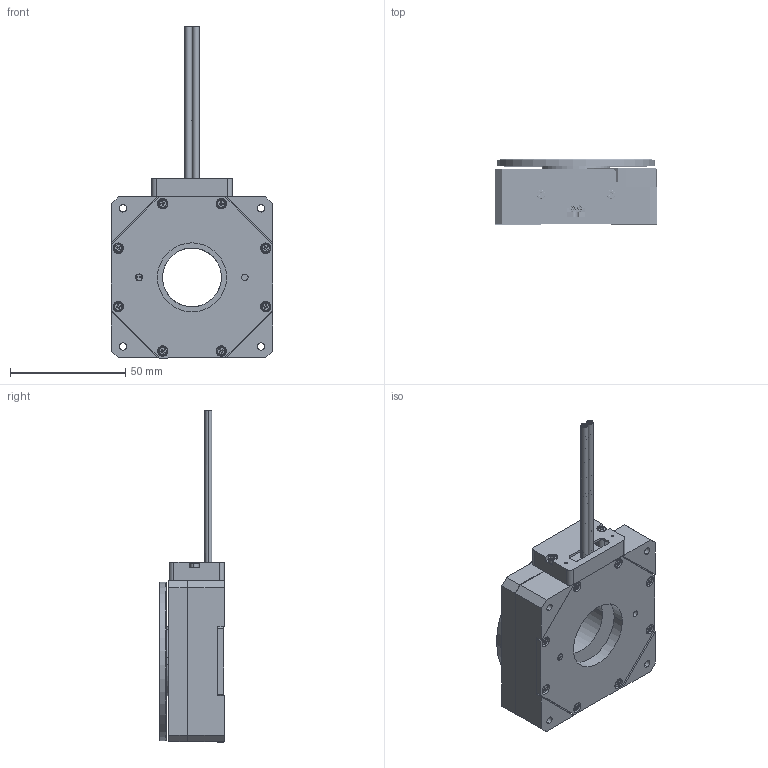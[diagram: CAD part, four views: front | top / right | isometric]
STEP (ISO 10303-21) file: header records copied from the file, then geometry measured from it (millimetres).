
FILE_DESCRIPTION (( 'STEP AP214' ), '1' );
FILE_NAME ('PR-70-113XX.STEP', '2025-02-19T21:07:56', ( '' ), ( '' ), 'SwSTEP 2.0', 'SolidWorks 2023', '' );
FILE_SCHEMA (( 'AUTOMOTIVE_DESIGN' ));
Length unit declared in the file: millimetre
Products named in the file (17): 3.0 Black Cable_L80; PR-70-113XX; SCREW, SHCS-S, M-DIN_M2 x 0.4 x 06mm; 431910 Carriage, PR-70_30mm scale; SCREW, MS-PPH, M-JCIS_M2.5 x 0.45 x 6mm; PR-70 Demo Rotor; SCREW, SHCS-S, M-DIN_M2 x 0.4 x 10mm; SCREW, SHCS-S, M-DIN_M2 x 0.4 x 08mm; SCREW, MS-PPH, M-JCIS_M1.6 x 0.35 x 6mm; 431914 NJ Encoder Bracket, PR-70; SCREW, SHCS-S, M-DIN_M1.6 x 0.35 x 05mm; 431906 Base Bottom, PR-70; 431912 Piezo Motor Bracket, PR-70_v2; 431913 Connector Bracket, PR-70_widened; 431907 Base Top, PR-70; TFC-421 Silver Braided Cable_L30; 430696 Set Screw, Custom, Cone-S, M3x0.25_M3x0.25x3.7
Assembly tree (38 placements, depth 2):
  PR-70-113XX
    431906 Base Bottom, PR-70
    431907 Base Top, PR-70
    SCREW, SHCS-S, M-DIN_M2 x 0.4 x 06mm
    SCREW, SHCS-S, M-DIN_M2 x 0.4 x 10mm  x9
    PR-70 Demo Rotor
    431910 Carriage, PR-70_30mm scale
    SCREW, MS-PPH, M-JCIS_M1.6 x 0.35 x 6mm  x6
    431914 NJ Encoder Bracket, PR-70
    SCREW, SHCS-S, M-DIN_M1.6 x 0.35 x 05mm
    SCREW, SHCS-S, M-DIN_M2 x 0.4 x 08mm  x2
    431913 Connector Bracket, PR-70_widened
    431912 Piezo Motor Bracket, PR-70_v2
    430696 Set Screw, Custom, Cone-S, M3x0.25_M3x0.25x3.7
    SCREW, MS-PPH, M-JCIS_M2.5 x 0.45 x 6mm  x8
    3.0 Black Cable_L80  x2
    TFC-421 Silver Braided Cable_L30
Bounding box: 70 x 28.2 x 144.2 mm (x, y, z)
Volume: 87324.2 mm3; surface area: 59315.2 mm2
Topology: 77 solids, 77 shells, 1489 faces, 3383 edges, 2106 vertices
Faces by surface type: plane 659, cylinder 445, torus 194, cone 119, bspline 72
Entity records: 88755 total; most frequent: CARTESIAN_POINT 69217, DIRECTION 4149, ORIENTED_EDGE 3638, EDGE_CURVE 1819, AXIS2_PLACEMENT_3D 1642, VERTEX_POINT 1174, EDGE_LOOP 993, LINE 865
